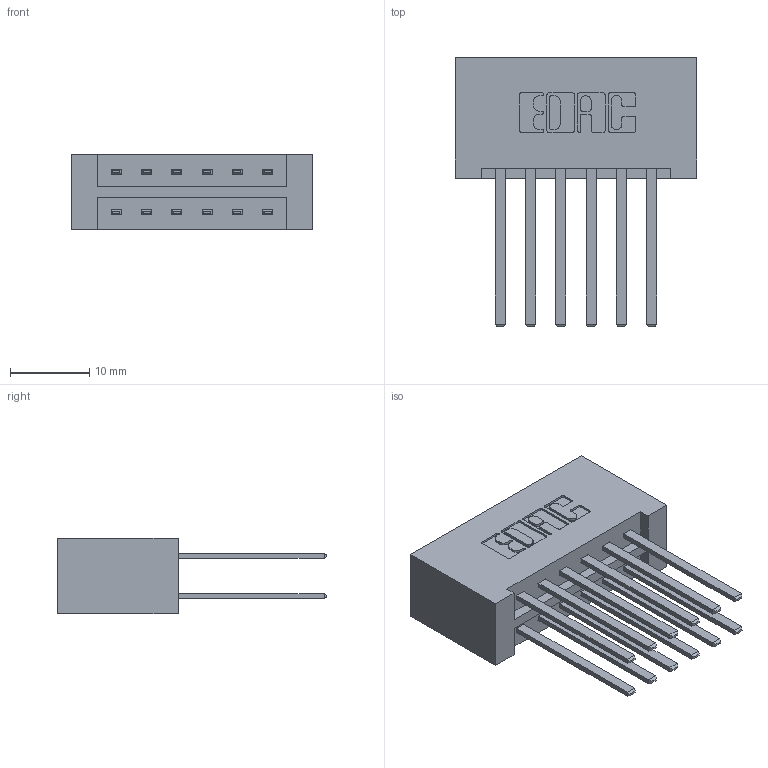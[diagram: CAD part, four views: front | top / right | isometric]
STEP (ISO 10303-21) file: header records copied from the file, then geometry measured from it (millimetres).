
FILE_DESCRIPTION (( 'STEP AP203' ), '1' );
FILE_NAME ('379-012-544-201.STEP', '2020-02-26T14:34:21', ( '' ), ( '' ), 'SwSTEP 2.0', 'SolidWorks 2016', '' );
FILE_SCHEMA (( 'CONFIG_CONTROL_DESIGN' ));
Length unit declared in the file: inch
Products named in the file (3): 345-292-001_345-293-144; 379 Part_Lugless; 379-012-544-201
Assembly tree (13 placements, depth 2):
  379-012-544-201
    379 Part_Lugless
    345-292-001_345-293-144  x12
Bounding box: 30.48 x 33.96 x 9.53 mm (x, y, z)
Volume: 3701.3 mm3; surface area: 4417.1 mm2
Topology: 13 solids, 13 shells, 658 faces, 1931 edges, 1270 vertices
Faces by surface type: plane 450, cylinder 208
Entity records: 8055 total; most frequent: CARTESIAN_POINT 1374, ORIENTED_EDGE 1310, DIRECTION 1227, EDGE_CURVE 655, VECTOR 539, LINE 539, VERTEX_POINT 434, AXIS2_PLACEMENT_3D 344
